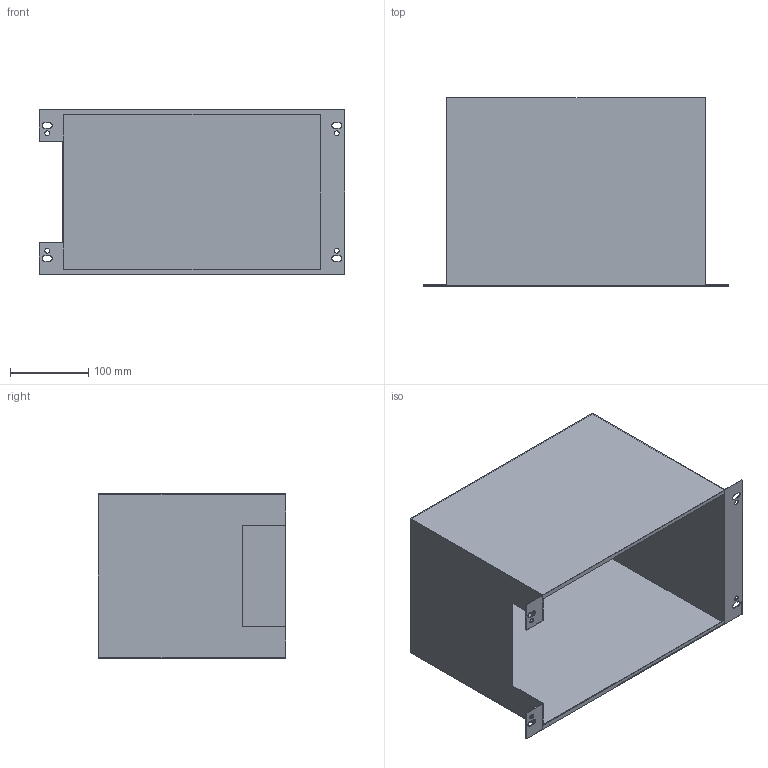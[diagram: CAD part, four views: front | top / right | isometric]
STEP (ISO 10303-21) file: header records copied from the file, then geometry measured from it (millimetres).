
FILE_DESCRIPTION (( 'STEP AP214' ), '1' );
FILE_NAME ('1024484.STEP', '2025-04-10T11:52:38', ( '' ), ( '' ), 'SwSTEP 2.0', 'SolidWorks 2022', '' );
FILE_SCHEMA (( 'AUTOMOTIVE_DESIGN' ));
Length unit declared in the file: millimetre
Products named in the file (1): 1024484
Bounding box: 390 x 240.1 x 210 mm (x, y, z)
Volume: 330948.9 mm3; surface area: 663292.1 mm2
Topology: 1 solids, 1 shells, 57 faces, 162 edges, 108 vertices
Faces by surface type: plane 37, cylinder 20
Entity records: 1922 total; most frequent: CARTESIAN_POINT 328, ORIENTED_EDGE 324, DIRECTION 318, EDGE_CURVE 162, LINE 122, VECTOR 122, VERTEX_POINT 108, AXIS2_PLACEMENT_3D 98
